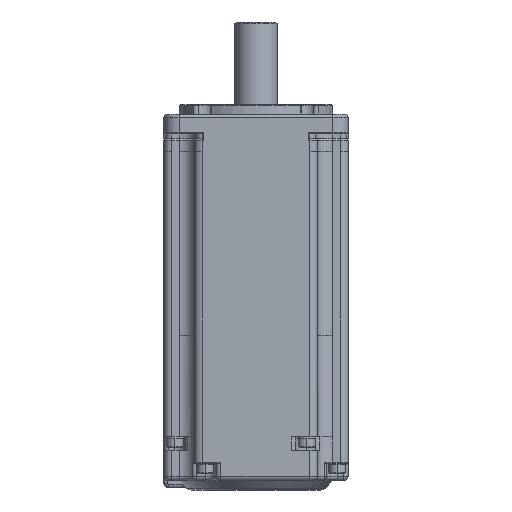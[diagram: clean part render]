
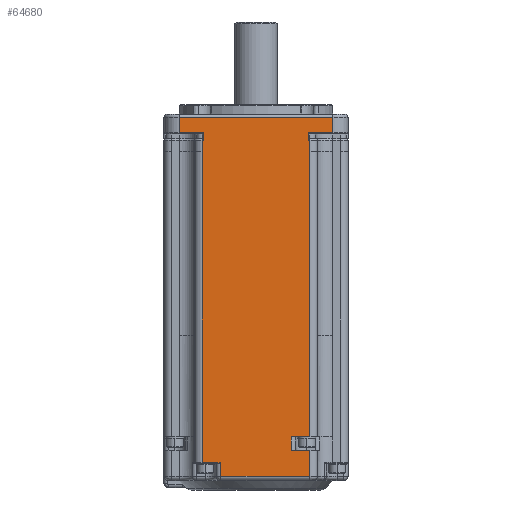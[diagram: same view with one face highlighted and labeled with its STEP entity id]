
A CAD part, front view. The second image highlights one B-rep face of the part: STEP entity #64680.
In plain terms, the highlighted planar face has unit normal (0, -1, 0).
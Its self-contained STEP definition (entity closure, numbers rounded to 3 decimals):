
#2083=CARTESIAN_POINT('',(-132.5,-30.,-112.6));
#2084=VERTEX_POINT('',#2083);
#2110=CARTESIAN_POINT('',(-161.5,-30.,-112.6));
#2111=VERTEX_POINT('',#2110);
#2112=CARTESIAN_POINT('',(-132.5,-30.,-112.6));
#2113=DIRECTION('',(-1.,0.,0.));
#2114=VECTOR('',#2113,29.);
#2115=LINE('',#2112,#2114);
#2116=EDGE_CURVE('',#2084,#2111,#2115,.T.);
#3734=CARTESIAN_POINT('',(-132.5,-30.,-104.1));
#3735=VERTEX_POINT('',#3734);
#3743=CARTESIAN_POINT('',(-132.5,-30.,-104.1));
#3744=DIRECTION('',(0.,0.,-1.));
#3745=VECTOR('',#3744,8.5);
#3746=LINE('',#3743,#3745);
#3747=EDGE_CURVE('',#3735,#2084,#3746,.T.);
#4318=CARTESIAN_POINT('',(-138.5,-30.,-104.1));
#4319=VERTEX_POINT('',#4318);
#4327=CARTESIAN_POINT('',(-138.5,-30.,-104.1));
#4328=DIRECTION('',(1.,0.,0.));
#4329=VECTOR('',#4328,6.);
#4330=LINE('',#4327,#4329);
#4331=EDGE_CURVE('',#4319,#3735,#4330,.T.);
#4352=CARTESIAN_POINT('',(-132.5,-30.,-99.8));
#4353=VERTEX_POINT('',#4352);
#4361=CARTESIAN_POINT('',(-138.5,-30.,-99.8));
#4362=VERTEX_POINT('',#4361);
#4363=CARTESIAN_POINT('',(-132.5,-30.,-99.8));
#4364=DIRECTION('',(-1.,0.,0.));
#4365=VECTOR('',#4364,6.);
#4366=LINE('',#4363,#4365);
#4367=EDGE_CURVE('',#4353,#4362,#4366,.T.);
#4802=CARTESIAN_POINT('',(-167.5,-30.,-108.1));
#4803=VERTEX_POINT('',#4802);
#4821=CARTESIAN_POINT('',(-162.597,-30.,-108.1));
#4822=VERTEX_POINT('',#4821);
#4830=CARTESIAN_POINT('',(-162.597,-30.,-108.1));
#4831=DIRECTION('',(-1.,0.,0.));
#4832=VECTOR('',#4831,4.903);
#4833=LINE('',#4830,#4832);
#4834=EDGE_CURVE('',#4822,#4803,#4833,.T.);
#5027=CARTESIAN_POINT('',(-161.5,-30.,-108.3));
#5028=VERTEX_POINT('',#5027);
#5038=CARTESIAN_POINT('',(-161.5,-30.,-108.3));
#5039=CARTESIAN_POINT('',(-161.542,-30.,-108.25));
#5040=CARTESIAN_POINT('',(-162.364,-30.,-108.1));
#5041=CARTESIAN_POINT('',(-162.597,-30.,-108.1));
#5042=B_SPLINE_CURVE_WITH_KNOTS('',3,(#5038,#5039,#5040,#5041),.UNSPECIFIED.,.F.,.U.,(4,4),(0.,1.),.UNSPECIFIED.);
#5043=EDGE_CURVE('',#5028,#4822,#5042,.T.);
#5064=CARTESIAN_POINT('',(-161.5,-30.,-112.6));
#5065=DIRECTION('',(0.,0.,1.));
#5066=VECTOR('',#5065,4.3);
#5067=LINE('',#5064,#5066);
#5068=EDGE_CURVE('',#2111,#5028,#5067,.T.);
#5085=CARTESIAN_POINT('',(-138.5,-30.,-99.8));
#5086=DIRECTION('',(0.,0.,-1.));
#5087=VECTOR('',#5086,4.3);
#5088=LINE('',#5085,#5087);
#5089=EDGE_CURVE('',#4362,#4319,#5088,.T.);
#62905=CARTESIAN_POINT('',(-132.5,-30.,-6.735));
#62906=VERTEX_POINT('',#62905);
#62914=CARTESIAN_POINT('',(-132.5,-30.,-99.8));
#62915=DIRECTION('',(0.,0.,1.));
#62916=VECTOR('',#62915,93.065);
#62917=LINE('',#62914,#62916);
#62918=EDGE_CURVE('',#4353,#62906,#62917,.T.);
#63002=CARTESIAN_POINT('',(-167.5,-30.,-6.735));
#63003=VERTEX_POINT('',#63002);
#63020=CARTESIAN_POINT('',(-167.5,-30.,-6.735));
#63021=DIRECTION('',(0.,0.,-1.));
#63022=VECTOR('',#63021,101.365);
#63023=LINE('',#63020,#63022);
#63024=EDGE_CURVE('',#63003,#4803,#63023,.T.);
#63880=CARTESIAN_POINT('',(-125.,-30.,-0.5));
#63881=VERTEX_POINT('',#63880);
#63882=CARTESIAN_POINT('',(-125.,-30.,4.5));
#63883=VERTEX_POINT('',#63882);
#63884=CARTESIAN_POINT('',(-125.,-30.,-0.5));
#63885=DIRECTION('',(0.,0.,1.));
#63886=VECTOR('',#63885,5.);
#63887=LINE('',#63884,#63886);
#63888=EDGE_CURVE('',#63881,#63883,#63887,.T.);
#64586=CARTESIAN_POINT('',(-150.,-30.,-54.05));
#64587=DIRECTION('',(0.,0.,-1.));
#64588=DIRECTION('',(0.,-1.,0.));
#64589=AXIS2_PLACEMENT_3D('',#64586,#64588,#64587);
#64590=PLANE('',#64589);
#64591=CARTESIAN_POINT('',(-132.5,-30.,-3.));
#64592=VERTEX_POINT('',#64591);
#64593=CARTESIAN_POINT('',(-132.5,-30.,-6.735));
#64594=DIRECTION('',(0.,0.,1.));
#64595=VECTOR('',#64594,3.735);
#64596=LINE('',#64593,#64595);
#64597=EDGE_CURVE('',#62906,#64592,#64596,.T.);
#64598=ORIENTED_EDGE('',*,*,#64597,.T.);
#64599=CARTESIAN_POINT('',(-133.,-30.,-3.));
#64600=VERTEX_POINT('',#64599);
#64601=CARTESIAN_POINT('',(-132.5,-30.,-3.));
#64602=DIRECTION('',(-1.,0.,0.));
#64603=VECTOR('',#64602,0.5);
#64604=LINE('',#64601,#64603);
#64605=EDGE_CURVE('',#64592,#64600,#64604,.T.);
#64606=ORIENTED_EDGE('',*,*,#64605,.T.);
#64607=CARTESIAN_POINT('',(-133.,-30.,-0.5));
#64608=VERTEX_POINT('',#64607);
#64609=CARTESIAN_POINT('',(-133.,-30.,-3.));
#64610=DIRECTION('',(0.,0.,1.));
#64611=VECTOR('',#64610,2.5);
#64612=LINE('',#64609,#64611);
#64613=EDGE_CURVE('',#64600,#64608,#64612,.T.);
#64614=ORIENTED_EDGE('',*,*,#64613,.T.);
#64615=CARTESIAN_POINT('',(-133.,-30.,-0.5));
#64616=DIRECTION('',(1.,0.,0.));
#64617=VECTOR('',#64616,8.);
#64618=LINE('',#64615,#64617);
#64619=EDGE_CURVE('',#64608,#63881,#64618,.T.);
#64620=ORIENTED_EDGE('',*,*,#64619,.T.);
#64621=ORIENTED_EDGE('',*,*,#63888,.T.);
#64622=CARTESIAN_POINT('',(-175.,-30.,4.5));
#64623=VERTEX_POINT('',#64622);
#64624=CARTESIAN_POINT('',(-175.,-30.,4.5));
#64625=DIRECTION('',(1.,0.,0.));
#64626=VECTOR('',#64625,50.);
#64627=LINE('',#64624,#64626);
#64628=EDGE_CURVE('',#64623,#63883,#64627,.T.);
#64629=ORIENTED_EDGE('',*,*,#64628,.F.);
#64630=CARTESIAN_POINT('',(-175.,-30.,-0.5));
#64631=VERTEX_POINT('',#64630);
#64632=CARTESIAN_POINT('',(-175.,-30.,4.5));
#64633=DIRECTION('',(0.,0.,-1.));
#64634=VECTOR('',#64633,5.);
#64635=LINE('',#64632,#64634);
#64636=EDGE_CURVE('',#64623,#64631,#64635,.T.);
#64637=ORIENTED_EDGE('',*,*,#64636,.T.);
#64638=CARTESIAN_POINT('',(-167.,-30.,-0.5));
#64639=VERTEX_POINT('',#64638);
#64640=CARTESIAN_POINT('',(-175.,-30.,-0.5));
#64641=DIRECTION('',(1.,0.,0.));
#64642=VECTOR('',#64641,8.);
#64643=LINE('',#64640,#64642);
#64644=EDGE_CURVE('',#64631,#64639,#64643,.T.);
#64645=ORIENTED_EDGE('',*,*,#64644,.T.);
#64646=CARTESIAN_POINT('',(-167.,-30.,-3.));
#64647=VERTEX_POINT('',#64646);
#64648=CARTESIAN_POINT('',(-167.,-30.,-0.5));
#64649=DIRECTION('',(0.,0.,-1.));
#64650=VECTOR('',#64649,2.5);
#64651=LINE('',#64648,#64650);
#64652=EDGE_CURVE('',#64639,#64647,#64651,.T.);
#64653=ORIENTED_EDGE('',*,*,#64652,.T.);
#64654=CARTESIAN_POINT('',(-167.5,-30.,-3.));
#64655=VERTEX_POINT('',#64654);
#64656=CARTESIAN_POINT('',(-167.,-30.,-3.));
#64657=DIRECTION('',(-1.,0.,0.));
#64658=VECTOR('',#64657,0.5);
#64659=LINE('',#64656,#64658);
#64660=EDGE_CURVE('',#64647,#64655,#64659,.T.);
#64661=ORIENTED_EDGE('',*,*,#64660,.T.);
#64662=CARTESIAN_POINT('',(-167.5,-30.,-3.));
#64663=DIRECTION('',(0.,0.,-1.));
#64664=VECTOR('',#64663,3.735);
#64665=LINE('',#64662,#64664);
#64666=EDGE_CURVE('',#64655,#63003,#64665,.T.);
#64667=ORIENTED_EDGE('',*,*,#64666,.T.);
#64668=ORIENTED_EDGE('',*,*,#63024,.T.);
#64669=ORIENTED_EDGE('',*,*,#4834,.F.);
#64670=ORIENTED_EDGE('',*,*,#5043,.F.);
#64671=ORIENTED_EDGE('',*,*,#5068,.F.);
#64672=ORIENTED_EDGE('',*,*,#2116,.F.);
#64673=ORIENTED_EDGE('',*,*,#3747,.F.);
#64674=ORIENTED_EDGE('',*,*,#4331,.F.);
#64675=ORIENTED_EDGE('',*,*,#5089,.F.);
#64676=ORIENTED_EDGE('',*,*,#4367,.F.);
#64677=ORIENTED_EDGE('',*,*,#62918,.T.);
#64678=EDGE_LOOP('',(#64598,#64606,#64614,#64620,#64621,#64629,#64637,#64645,#64653,#64661,#64667,#64668,#64669,#64670,#64671,#64672,#64673,#64674,#64675,#64676,#64677));
#64679=FACE_OUTER_BOUND('',#64678,.T.);
#64680=ADVANCED_FACE('',(#64679),#64590,.T.);
